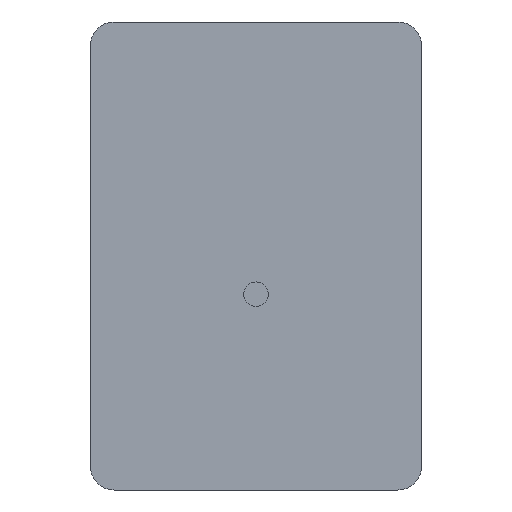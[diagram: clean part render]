
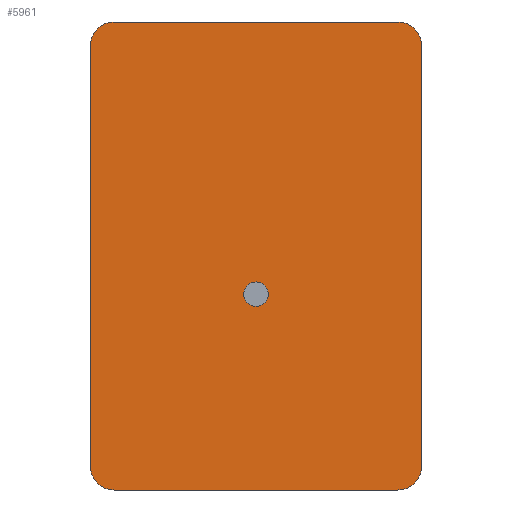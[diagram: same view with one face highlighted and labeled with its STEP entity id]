
A CAD part, front view. The second image highlights one B-rep face of the part: STEP entity #5961.
In plain terms, the highlighted planar face has unit normal (0, -1, 0).
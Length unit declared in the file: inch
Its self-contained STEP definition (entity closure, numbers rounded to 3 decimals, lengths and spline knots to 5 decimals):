
#13 = CARTESIAN_POINT ( 'NONE',  ( 0., 0., -0.1325 ) ) ;
#50 = CARTESIAN_POINT ( 'NONE',  ( 0., 0., -0.2575 ) ) ;
#60 = CARTESIAN_POINT ( 'NONE',  ( 0.725, 0., -1.195 ) ) ;
#64 = CARTESIAN_POINT ( 'NONE',  ( -0.845, 0., -1.075 ) ) ;
#73 = CARTESIAN_POINT ( 'NONE',  ( 0.845, 0., 1.075 ) ) ;
#948 = CIRCLE ( 'NONE', #2809, 0.0625 ) ;
#1255 = VERTEX_POINT ( 'NONE', #60 ) ;
#1263 = VERTEX_POINT ( 'NONE', #13 ) ;
#1281 = VERTEX_POINT ( 'NONE', #50 ) ;
#1360 = VERTEX_POINT ( 'NONE', #73 ) ;
#1496 = AXIS2_PLACEMENT_3D ( 'NONE', #3872, #3869, #3868 ) ;
#1860 = CARTESIAN_POINT ( 'NONE',  ( -0.845, 0., 1.195 ) ) ;
#1861 = CARTESIAN_POINT ( 'NONE',  ( -0.845, 0., 1.195 ) ) ;
#1866 = DIRECTION ( 'NONE',  ( 0., 0., 1. ) ) ;
#1870 = CARTESIAN_POINT ( 'NONE',  ( -0.845, 0., -1.195 ) ) ;
#1872 = DIRECTION ( 'NONE',  ( 1., 0., 0. ) ) ;
#1875 = CARTESIAN_POINT ( 'NONE',  ( 0.845, 0., 1.195 ) ) ;
#1876 = DIRECTION ( 'NONE',  ( 0., 0., -1. ) ) ;
#1882 = DIRECTION ( 'NONE',  ( -1., 0., 0. ) ) ;
#1885 = CARTESIAN_POINT ( 'NONE',  ( 0., 0., -0.195 ) ) ;
#1886 = DIRECTION ( 'NONE',  ( 0., -1., 0. ) ) ;
#1887 = DIRECTION ( 'NONE',  ( 0., 0., -1. ) ) ;
#1888 = CARTESIAN_POINT ( 'NONE',  ( 0.725, 0., -1.075 ) ) ;
#1889 = DIRECTION ( 'NONE',  ( 0., -1., 0. ) ) ;
#1890 = DIRECTION ( 'NONE',  ( 0., 0., -1. ) ) ;
#1891 = CARTESIAN_POINT ( 'NONE',  ( 0.725, 0., 1.075 ) ) ;
#1892 = DIRECTION ( 'NONE',  ( 0., -1., 0. ) ) ;
#1893 = DIRECTION ( 'NONE',  ( 0., 0., -1. ) ) ;
#1896 = CARTESIAN_POINT ( 'NONE',  ( -0.725, 0., 1.075 ) ) ;
#1897 = DIRECTION ( 'NONE',  ( 0., -1., 0. ) ) ;
#1898 = DIRECTION ( 'NONE',  ( 0., 0., -1. ) ) ;
#1901 = CARTESIAN_POINT ( 'NONE',  ( -0.725, 0., -1.075 ) ) ;
#1902 = DIRECTION ( 'NONE',  ( 0., -1., 0. ) ) ;
#1903 = DIRECTION ( 'NONE',  ( 0., 0., -1. ) ) ;
#2809 = AXIS2_PLACEMENT_3D ( 'NONE', #5408, #5409, #5410 ) ;
#2818 = AXIS2_PLACEMENT_3D ( 'NONE', #1885, #1886, #1887 ) ;
#2819 = AXIS2_PLACEMENT_3D ( 'NONE', #1888, #1889, #1890 ) ;
#2820 = AXIS2_PLACEMENT_3D ( 'NONE', #1891, #1892, #1893 ) ;
#2821 = AXIS2_PLACEMENT_3D ( 'NONE', #1896, #1897, #1898 ) ;
#2822 = AXIS2_PLACEMENT_3D ( 'NONE', #1901, #1902, #1903 ) ;
#3143 = FACE_BOUND ( 'NONE', #4778, .T. ) ;
#3145 = FACE_OUTER_BOUND ( 'NONE', #4791, .T. ) ;
#3868 = DIRECTION ( 'NONE',  ( 0., 0., -1. ) ) ;
#3869 = DIRECTION ( 'NONE',  ( 0., -1., 0. ) ) ;
#3871 = PLANE ( 'NONE',  #1496 ) ;
#3872 = CARTESIAN_POINT ( 'NONE',  ( -0.845, 0., -1.195 ) ) ;
#4493 = CARTESIAN_POINT ( 'NONE',  ( -0.845, 0., 1.075 ) ) ;
#4537 = CARTESIAN_POINT ( 'NONE',  ( -0.725, 0., -1.195 ) ) ;
#4547 = CARTESIAN_POINT ( 'NONE',  ( 0.845, 0., -1.075 ) ) ;
#4548 = CARTESIAN_POINT ( 'NONE',  ( 0.725, 0., 1.195 ) ) ;
#4551 = CARTESIAN_POINT ( 'NONE',  ( -0.725, 0., 1.195 ) ) ;
#4555 = VERTEX_POINT ( 'NONE', #64 ) ;
#4563 = VERTEX_POINT ( 'NONE', #4493 ) ;
#4570 = VERTEX_POINT ( 'NONE', #4551 ) ;
#4572 = VERTEX_POINT ( 'NONE', #4548 ) ;
#4573 = VERTEX_POINT ( 'NONE', #4547 ) ;
#4583 = VERTEX_POINT ( 'NONE', #4537 ) ;
#4778 = EDGE_LOOP ( 'NONE', ( #4876, #4877 ) ) ;
#4791 = EDGE_LOOP ( 'NONE', ( #4878, #4879, #4880, #4881, #4882, #4883, #4884, #4885 ) ) ;
#4876 = ORIENTED_EDGE ( 'NONE', *, *, #6985, .F. ) ;
#4877 = ORIENTED_EDGE ( 'NONE', *, *, #6914, .F. ) ;
#4878 = ORIENTED_EDGE ( 'NONE', *, *, #6983, .F. ) ;
#4879 = ORIENTED_EDGE ( 'NONE', *, *, #6986, .T. ) ;
#4880 = ORIENTED_EDGE ( 'NONE', *, *, #6979, .F. ) ;
#4881 = ORIENTED_EDGE ( 'NONE', *, *, #6987, .T. ) ;
#4882 = ORIENTED_EDGE ( 'NONE', *, *, #6977, .F. ) ;
#4883 = ORIENTED_EDGE ( 'NONE', *, *, #6988, .T. ) ;
#4884 = ORIENTED_EDGE ( 'NONE', *, *, #6974, .F. ) ;
#4885 = ORIENTED_EDGE ( 'NONE', *, *, #6989, .T. ) ;
#5408 = CARTESIAN_POINT ( 'NONE',  ( 0., 0., -0.195 ) ) ;
#5409 = DIRECTION ( 'NONE',  ( 0., -1., 0. ) ) ;
#5410 = DIRECTION ( 'NONE',  ( 0., 0., -1. ) ) ;
#5961 = ADVANCED_FACE ( 'NONE', ( #3143, #3145 ), #3871, .T. ) ;
#6410 = LINE ( 'NONE', #1861, #6416 ) ;
#6413 = LINE ( 'NONE', #1860, #6422 ) ;
#6416 = VECTOR ( 'NONE', #1866, 39.37008 ) ;
#6422 = VECTOR ( 'NONE', #1872, 39.37008 ) ;
#6423 = LINE ( 'NONE', #1875, #6426 ) ;
#6425 = LINE ( 'NONE', #1870, #6434 ) ;
#6426 = VECTOR ( 'NONE', #1876, 39.37008 ) ;
#6431 = CIRCLE ( 'NONE', #2820, 0.12 ) ;
#6434 = VECTOR ( 'NONE', #1882, 39.37008 ) ;
#6435 = CIRCLE ( 'NONE', #2818, 0.0625 ) ;
#6437 = CIRCLE ( 'NONE', #2819, 0.12 ) ;
#6439 = CIRCLE ( 'NONE', #2821, 0.12 ) ;
#6440 = CIRCLE ( 'NONE', #2822, 0.12 ) ;
#6914 = EDGE_CURVE ( 'NONE', #1263, #1281, #948, .T. ) ;
#6974 = EDGE_CURVE ( 'NONE', #4555, #4563, #6410, .T. ) ;
#6977 = EDGE_CURVE ( 'NONE', #4570, #4572, #6413, .T. ) ;
#6979 = EDGE_CURVE ( 'NONE', #1360, #4573, #6423, .T. ) ;
#6983 = EDGE_CURVE ( 'NONE', #1255, #4583, #6425, .T. ) ;
#6985 = EDGE_CURVE ( 'NONE', #1281, #1263, #6435, .T. ) ;
#6986 = EDGE_CURVE ( 'NONE', #1255, #4573, #6437, .T. ) ;
#6987 = EDGE_CURVE ( 'NONE', #1360, #4572, #6431, .T. ) ;
#6988 = EDGE_CURVE ( 'NONE', #4570, #4563, #6439, .T. ) ;
#6989 = EDGE_CURVE ( 'NONE', #4555, #4583, #6440, .T. ) ;
